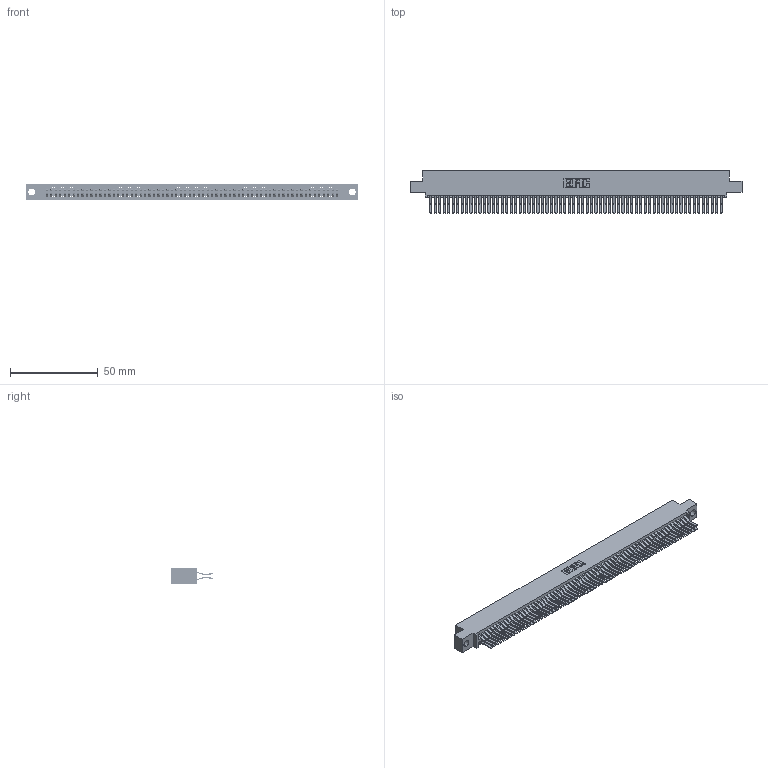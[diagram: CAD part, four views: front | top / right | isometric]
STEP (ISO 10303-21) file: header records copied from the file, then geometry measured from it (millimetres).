
FILE_DESCRIPTION (( 'STEP AP203' ), '1' );
FILE_NAME ('395-132-560-504.STEP', '2018-12-05T00:53:21', ( '' ), ( '' ), 'SwSTEP 2.0', 'SolidWorks 2016', '' );
FILE_SCHEMA (( 'CONFIG_CONTROL_DESIGN' ));
Length unit declared in the file: inch
Products named in the file (3): 345 Part_0.110 Offset - 0.156 Dia-TH; 395-132-560-504; 345-292-001_560 Tail
Assembly tree (133 placements, depth 2):
  395-132-560-504
    345 Part_0.110 Offset - 0.156 Dia-TH
    345-292-001_560 Tail  x132
Bounding box: 188.85 x 24.45 x 9.4 mm (x, y, z)
Volume: 19271.8 mm3; surface area: 31084.9 mm2
Topology: 133 solids, 133 shells, 6994 faces, 20813 edges, 13698 vertices
Faces by surface type: plane 4440, cylinder 2554
Entity records: 48777 total; most frequent: CARTESIAN_POINT 8156, ORIENTED_EDGE 8090, DIRECTION 7165, EDGE_CURVE 4045, LINE 3645, VECTOR 3645, VERTEX_POINT 2694, AXIS2_PLACEMENT_3D 1760
